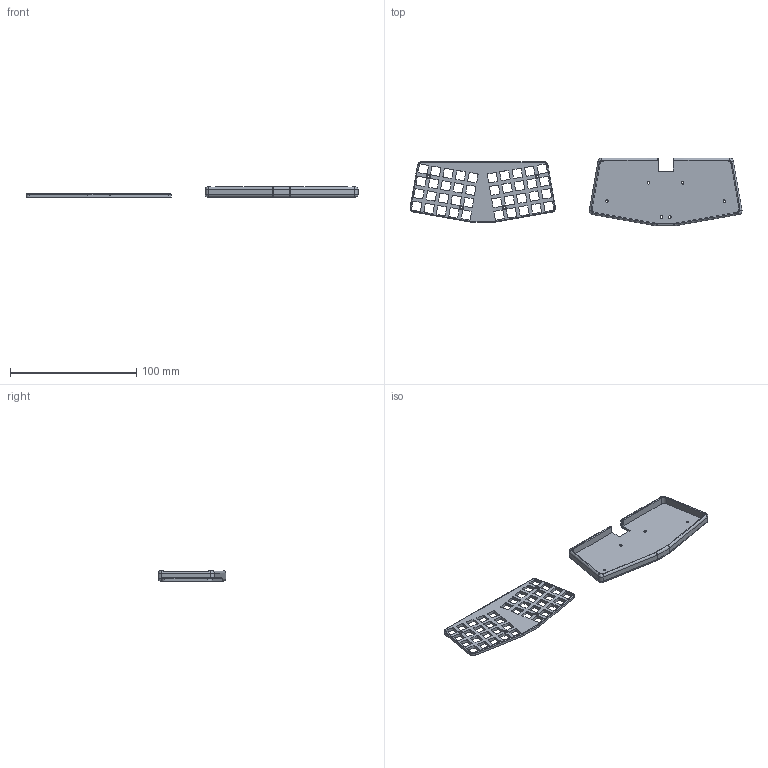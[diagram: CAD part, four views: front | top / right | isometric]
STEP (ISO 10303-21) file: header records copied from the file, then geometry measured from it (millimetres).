
FILE_DESCRIPTION(/* description */ (''),/* implementation_level */ '2;1');
FILE_NAME(/* name */ 'modkipz40 bottom shell v16.step',/* time_stamp */ '2023-12-08T23:32:03-06:00',/* author */ (''),/* organization */ (''),/* preprocessor_version */ 'ST-DEVELOPER v20',/* originating_system */ 'Autodesk Translation Framework v12.14.0.127',/* authorisation */ '');
FILE_SCHEMA (('AUTOMOTIVE_DESIGN { 1 0 10303 214 3 1 1 }'));
Length unit declared in the file: millimetre
Products named in the file (1): modkipz40 bottom shell
Bounding box: 263.26 x 53.87 x 8.1 mm (x, y, z)
Volume: 21449.1 mm3; surface area: 24026.8 mm2
Topology: 2 solids, 2 shells, 463 faces, 1295 edges, 836 vertices
Faces by surface type: cylinder 218, plane 191, bspline 30, torus 14, cone 8, sphere 2
Full cylindrical faces by diameter (mm): 2 x10
Entity records: 15684 total; most frequent: CARTESIAN_POINT 3249, DIRECTION 2621, ORIENTED_EDGE 2590, EDGE_CURVE 1295, AXIS2_PLACEMENT_3D 924, VERTEX_POINT 836, LINE 773, VECTOR 773
